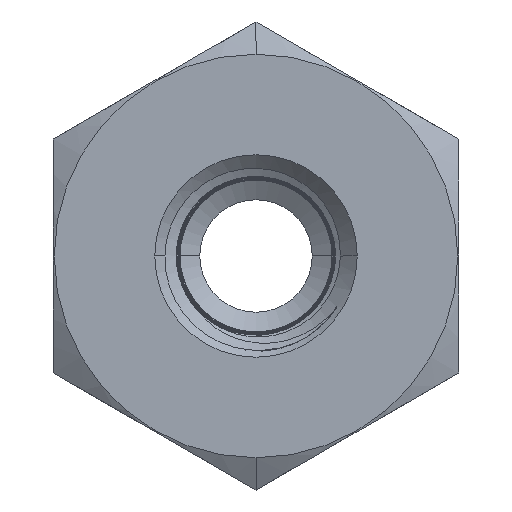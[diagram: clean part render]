
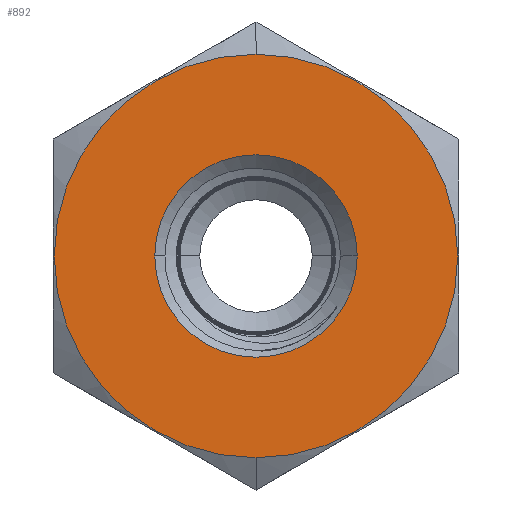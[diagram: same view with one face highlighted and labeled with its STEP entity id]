
A CAD part, front view. The second image highlights one B-rep face of the part: STEP entity #892.
In plain terms, the highlighted planar face has unit normal (0, -1, 0).
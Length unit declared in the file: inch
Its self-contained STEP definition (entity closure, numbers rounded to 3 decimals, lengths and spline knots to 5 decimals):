
#124 = EDGE_CURVE ( 'NONE', #3562, #5749, #2994, .T. ) ;
#892 = ADVANCED_FACE ( 'NONE', ( #11332, #4013 ), #4500, .T. ) ;
#1147 = DIRECTION ( 'NONE',  ( 0., 0., -1. ) ) ;
#1717 = AXIS2_PLACEMENT_3D ( 'NONE', #2503, #10299, #10105 ) ;
#2179 = EDGE_CURVE ( 'NONE', #5749, #3562, #8189, .T. ) ;
#2296 = CARTESIAN_POINT ( 'NONE',  ( -0.281, -0.0625, 0. ) ) ;
#2503 = CARTESIAN_POINT ( 'NONE',  ( 0., -0.0625, 0. ) ) ;
#2851 = AXIS2_PLACEMENT_3D ( 'NONE', #7052, #4924, #9283 ) ;
#2994 = CIRCLE ( 'NONE', #5164, 0.56 ) ;
#3147 = VERTEX_POINT ( 'NONE', #10511 ) ;
#3241 = DIRECTION ( 'NONE',  ( 1., 0., 0. ) ) ;
#3562 = VERTEX_POINT ( 'NONE', #7625 ) ;
#4013 = FACE_BOUND ( 'NONE', #8605, .T. ) ;
#4267 = EDGE_LOOP ( 'NONE', ( #12752, #10534 ) ) ;
#4500 = PLANE ( 'NONE',  #10036 ) ;
#4782 = CARTESIAN_POINT ( 'NONE',  ( 0., -0.0625, 0. ) ) ;
#4924 = DIRECTION ( 'NONE',  ( 0., -1., 0. ) ) ;
#5164 = AXIS2_PLACEMENT_3D ( 'NONE', #4782, #5971, #8207 ) ;
#5451 = EDGE_CURVE ( 'NONE', #9318, #3147, #13184, .T. ) ;
#5749 = VERTEX_POINT ( 'NONE', #6825 ) ;
#5971 = DIRECTION ( 'NONE',  ( 0., -1., 0. ) ) ;
#6825 = CARTESIAN_POINT ( 'NONE',  ( 0., -0.0625, -0.56 ) ) ;
#7052 = CARTESIAN_POINT ( 'NONE',  ( 0., -0.0625, 0. ) ) ;
#7625 = CARTESIAN_POINT ( 'NONE',  ( 0., -0.0625, 0.56 ) ) ;
#7898 = EDGE_CURVE ( 'NONE', #3147, #9318, #8327, .T. ) ;
#7967 = ORIENTED_EDGE ( 'NONE', *, *, #7898, .F. ) ;
#8189 = CIRCLE ( 'NONE', #2851, 0.56 ) ;
#8207 = DIRECTION ( 'NONE',  ( 0., 0., -1. ) ) ;
#8327 = CIRCLE ( 'NONE', #1717, 0.281 ) ;
#8605 = EDGE_LOOP ( 'NONE', ( #7967, #13534 ) ) ;
#8908 = DIRECTION ( 'NONE',  ( 0., -1., 0. ) ) ;
#9283 = DIRECTION ( 'NONE',  ( 0., 0., -1. ) ) ;
#9318 = VERTEX_POINT ( 'NONE', #2296 ) ;
#9496 = AXIS2_PLACEMENT_3D ( 'NONE', #13316, #14325, #3241 ) ;
#10036 = AXIS2_PLACEMENT_3D ( 'NONE', #10115, #8908, #1147 ) ;
#10105 = DIRECTION ( 'NONE',  ( 1., 0., 0. ) ) ;
#10115 = CARTESIAN_POINT ( 'NONE',  ( 0., -0.0625, 0. ) ) ;
#10299 = DIRECTION ( 'NONE',  ( 0., -1., 0. ) ) ;
#10511 = CARTESIAN_POINT ( 'NONE',  ( 0.281, -0.0625, 0. ) ) ;
#10534 = ORIENTED_EDGE ( 'NONE', *, *, #2179, .T. ) ;
#11332 = FACE_OUTER_BOUND ( 'NONE', #4267, .T. ) ;
#12752 = ORIENTED_EDGE ( 'NONE', *, *, #124, .T. ) ;
#13184 = CIRCLE ( 'NONE', #9496, 0.281 ) ;
#13316 = CARTESIAN_POINT ( 'NONE',  ( 0., -0.0625, 0. ) ) ;
#13534 = ORIENTED_EDGE ( 'NONE', *, *, #5451, .F. ) ;
#14325 = DIRECTION ( 'NONE',  ( 0., -1., 0. ) ) ;
